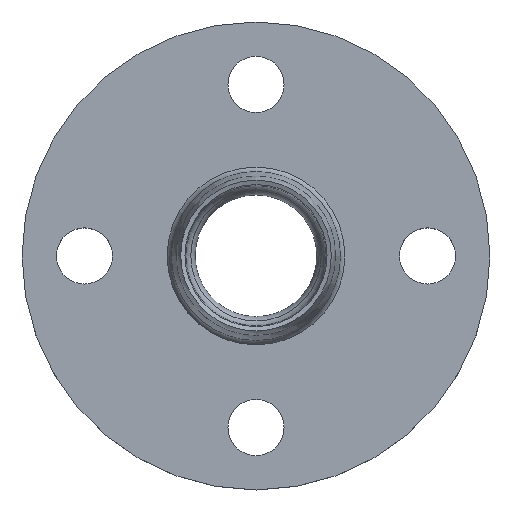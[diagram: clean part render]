
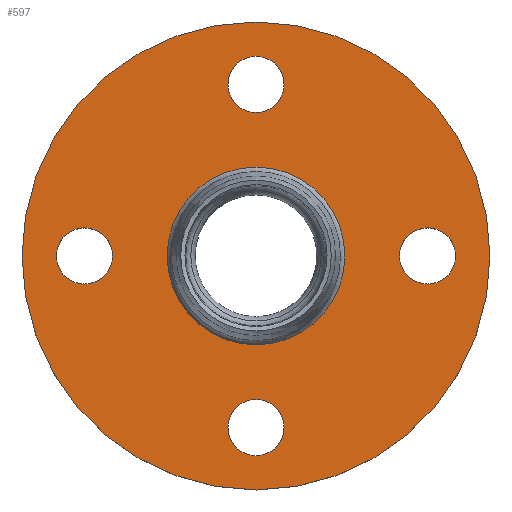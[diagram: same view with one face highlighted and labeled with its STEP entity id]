
A CAD part, top view. The second image highlights one B-rep face of the part: STEP entity #597.
In plain terms, the highlighted planar face has unit normal (0, 0, 1).
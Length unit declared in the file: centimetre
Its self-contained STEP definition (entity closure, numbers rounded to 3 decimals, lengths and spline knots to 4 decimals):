
#44=FACE_BOUND('',#116,.T.);
#45=FACE_BOUND('',#117,.T.);
#46=FACE_BOUND('',#118,.T.);
#47=FACE_BOUND('',#119,.T.);
#48=FACE_BOUND('',#120,.T.);
#52=PLANE('',#655);
#73=FACE_OUTER_BOUND('',#115,.T.);
#115=EDGE_LOOP('',(#443));
#116=EDGE_LOOP('',(#444));
#117=EDGE_LOOP('',(#445));
#118=EDGE_LOOP('',(#446));
#119=EDGE_LOOP('',(#447));
#120=EDGE_LOOP('',(#448));
#189=CIRCLE('',#633,28.483);
#198=CIRCLE('',#646,75.);
#199=CIRCLE('',#648,9.);
#200=CIRCLE('',#650,9.);
#201=CIRCLE('',#652,9.);
#202=CIRCLE('',#654,9.);
#258=VERTEX_POINT('',#970);
#267=VERTEX_POINT('',#994);
#268=VERTEX_POINT('',#998);
#269=VERTEX_POINT('',#1002);
#270=VERTEX_POINT('',#1006);
#271=VERTEX_POINT('',#1010);
#317=EDGE_CURVE('',#258,#258,#189,.T.);
#328=EDGE_CURVE('',#267,#267,#198,.T.);
#329=EDGE_CURVE('',#268,#268,#199,.T.);
#331=EDGE_CURVE('',#269,#269,#200,.T.);
#333=EDGE_CURVE('',#270,#270,#201,.T.);
#335=EDGE_CURVE('',#271,#271,#202,.T.);
#443=ORIENTED_EDGE('',*,*,#328,.T.);
#444=ORIENTED_EDGE('',*,*,#317,.T.);
#445=ORIENTED_EDGE('',*,*,#335,.T.);
#446=ORIENTED_EDGE('',*,*,#333,.T.);
#447=ORIENTED_EDGE('',*,*,#331,.T.);
#448=ORIENTED_EDGE('',*,*,#329,.T.);
#597=ADVANCED_FACE('',(#73,#44,#45,#46,#47,#48),#52,.F.);
#633=AXIS2_PLACEMENT_3D('',#972,#747,#748);
#646=AXIS2_PLACEMENT_3D('',#996,#775,#776);
#648=AXIS2_PLACEMENT_3D('',#999,#779,#780);
#650=AXIS2_PLACEMENT_3D('',#1003,#784,#785);
#652=AXIS2_PLACEMENT_3D('',#1007,#789,#790);
#654=AXIS2_PLACEMENT_3D('',#1011,#794,#795);
#655=AXIS2_PLACEMENT_3D('',#1013,#797,#798);
#747=DIRECTION('center_axis',(0.,0.,-1.));
#748=DIRECTION('ref_axis',(0.,1.,0.));
#775=DIRECTION('center_axis',(0.,0.,1.));
#776=DIRECTION('ref_axis',(1.,0.,0.));
#779=DIRECTION('center_axis',(0.,0.,-1.));
#780=DIRECTION('ref_axis',(1.,0.,0.));
#784=DIRECTION('center_axis',(0.,0.,-1.));
#785=DIRECTION('ref_axis',(-1.,0.,0.));
#789=DIRECTION('center_axis',(0.,0.,-1.));
#790=DIRECTION('ref_axis',(0.,1.,0.));
#794=DIRECTION('center_axis',(0.,0.,-1.));
#795=DIRECTION('ref_axis',(0.,-1.,0.));
#797=DIRECTION('center_axis',(0.,0.,-1.));
#798=DIRECTION('ref_axis',(-1.,0.,0.));
#970=CARTESIAN_POINT('',(97.3691,-120.9193,54.6503));
#972=CARTESIAN_POINT('Origin',(97.3691,-92.4363,54.6503));
#994=CARTESIAN_POINT('',(22.3691,-92.4363,54.6503));
#996=CARTESIAN_POINT('Origin',(97.3691,-92.4363,54.6503));
#998=CARTESIAN_POINT('',(33.3691,-92.4363,54.6503));
#999=CARTESIAN_POINT('Origin',(42.3691,-92.4363,54.6503));
#1002=CARTESIAN_POINT('',(161.3691,-92.4363,54.6503));
#1003=CARTESIAN_POINT('Origin',(152.3691,-92.4363,54.6503));
#1006=CARTESIAN_POINT('',(97.3691,-156.4363,54.6503));
#1007=CARTESIAN_POINT('Origin',(97.3691,-147.4363,54.6503));
#1010=CARTESIAN_POINT('',(97.3691,-28.4363,54.6503));
#1011=CARTESIAN_POINT('Origin',(97.3691,-37.4363,54.6503));
#1013=CARTESIAN_POINT('Origin',(97.3691,-92.4363,54.6503));
